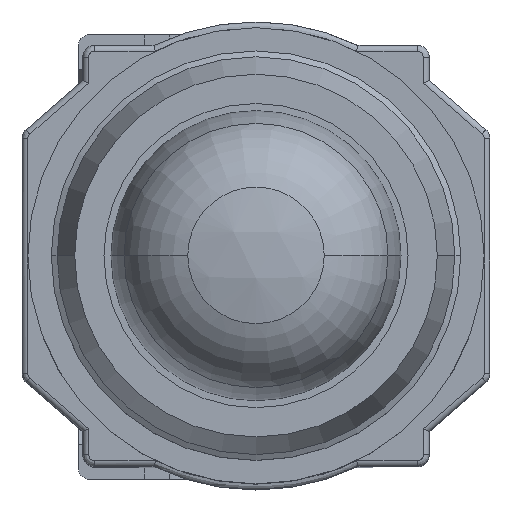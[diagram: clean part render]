
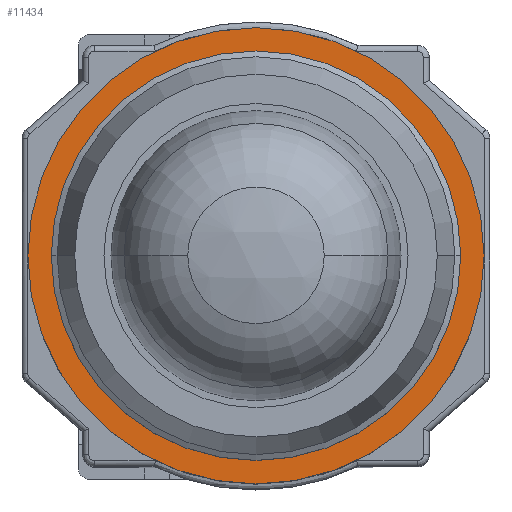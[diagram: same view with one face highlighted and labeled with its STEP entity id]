
A CAD part, top view. The second image highlights one B-rep face of the part: STEP entity #11434.
In plain terms, the highlighted planar face has unit normal (0, 0, 1).
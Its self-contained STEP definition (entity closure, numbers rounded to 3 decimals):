
#76 = DIRECTION ( 'NONE',  ( 0., 0., 1. ) ) ;
#582 = CARTESIAN_POINT ( 'NONE',  ( 0., 0., 1.5 ) ) ;
#849 = EDGE_CURVE ( 'NONE', #9357, #10739, #12709, .T. ) ;
#1583 = CARTESIAN_POINT ( 'NONE',  ( 19.5, 0., 1.5 ) ) ;
#1773 = CARTESIAN_POINT ( 'NONE',  ( -19.734, -19.734, 1.5 ) ) ;
#1820 = CARTESIAN_POINT ( 'NONE',  ( -14.75, 0., 1.5 ) ) ;
#1822 = CIRCLE ( 'NONE', #5153, 19.5 ) ;
#2004 = ORIENTED_EDGE ( 'NONE', *, *, #849, .F. ) ;
#2132 = VERTEX_POINT ( 'NONE', #11338 ) ;
#2932 = EDGE_CURVE ( 'NONE', #13139, #2132, #1822, .T. ) ;
#3220 = CARTESIAN_POINT ( 'NONE',  ( 14.75, 0., 1.5 ) ) ;
#3452 = PLANE ( 'NONE',  #13006 ) ;
#3470 = ORIENTED_EDGE ( 'NONE', *, *, #2932, .T. ) ;
#3768 = CARTESIAN_POINT ( 'NONE',  ( 0., 0., 1.5 ) ) ;
#4549 = EDGE_LOOP ( 'NONE', ( #14950, #2004 ) ) ;
#4722 = AXIS2_PLACEMENT_3D ( 'NONE', #6944, #14822, #13155 ) ;
#5153 = AXIS2_PLACEMENT_3D ( 'NONE', #11319, #9667, #8012 ) ;
#5168 = EDGE_LOOP ( 'NONE', ( #7707, #3470 ) ) ;
#5900 = CIRCLE ( 'NONE', #4722, 19.5 ) ;
#6944 = CARTESIAN_POINT ( 'NONE',  ( 0., 0., 1.5 ) ) ;
#7707 = ORIENTED_EDGE ( 'NONE', *, *, #9621, .T. ) ;
#8012 = DIRECTION ( 'NONE',  ( -1., 0., 0. ) ) ;
#8436 = AXIS2_PLACEMENT_3D ( 'NONE', #582, #15030, #13366 ) ;
#9357 = VERTEX_POINT ( 'NONE', #3220 ) ;
#9621 = EDGE_CURVE ( 'NONE', #2132, #13139, #5900, .T. ) ;
#9667 = DIRECTION ( 'NONE',  ( 0., 0., 1. ) ) ;
#10739 = VERTEX_POINT ( 'NONE', #1820 ) ;
#11319 = CARTESIAN_POINT ( 'NONE',  ( 0., 0., 1.5 ) ) ;
#11338 = CARTESIAN_POINT ( 'NONE',  ( -19.5, 0., 1.5 ) ) ;
#11434 = ADVANCED_FACE ( 'NONE', ( #12170, #13843 ), #3452, .T. ) ;
#11555 = DIRECTION ( 'NONE',  ( -1., 0., 0. ) ) ;
#12170 = FACE_BOUND ( 'NONE', #4549, .T. ) ;
#12709 = CIRCLE ( 'NONE', #13308, 14.75 ) ;
#13006 = AXIS2_PLACEMENT_3D ( 'NONE', #1773, #76, #14532 ) ;
#13139 = VERTEX_POINT ( 'NONE', #1583 ) ;
#13155 = DIRECTION ( 'NONE',  ( -1., 0., 0. ) ) ;
#13208 = DIRECTION ( 'NONE',  ( 0., 0., 1. ) ) ;
#13308 = AXIS2_PLACEMENT_3D ( 'NONE', #3768, #13208, #11555 ) ;
#13366 = DIRECTION ( 'NONE',  ( -1., 0., 0. ) ) ;
#13417 = CIRCLE ( 'NONE', #8436, 14.75 ) ;
#13448 = EDGE_CURVE ( 'NONE', #10739, #9357, #13417, .T. ) ;
#13843 = FACE_OUTER_BOUND ( 'NONE', #5168, .T. ) ;
#14532 = DIRECTION ( 'NONE',  ( 1., 0., 0. ) ) ;
#14822 = DIRECTION ( 'NONE',  ( 0., 0., 1. ) ) ;
#14950 = ORIENTED_EDGE ( 'NONE', *, *, #13448, .F. ) ;
#15030 = DIRECTION ( 'NONE',  ( 0., 0., 1. ) ) ;
